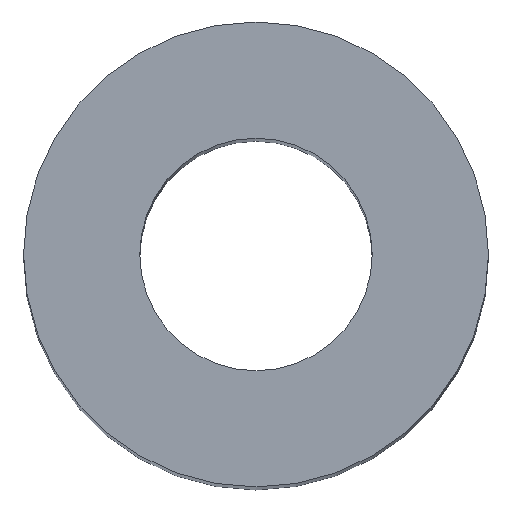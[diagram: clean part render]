
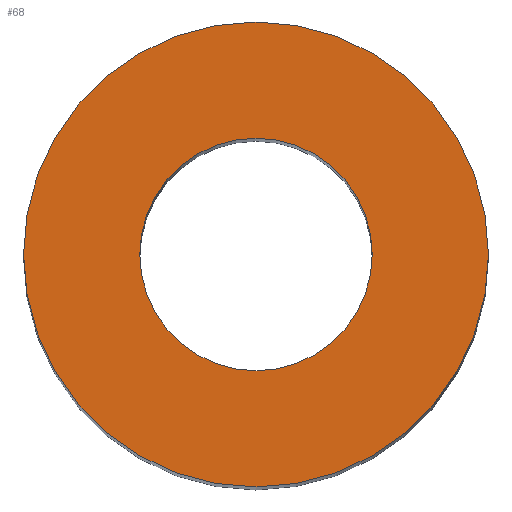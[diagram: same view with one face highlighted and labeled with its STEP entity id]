
A CAD part, top view. The second image highlights one B-rep face of the part: STEP entity #68.
In plain terms, the highlighted planar face has unit normal (0, 0, 1).
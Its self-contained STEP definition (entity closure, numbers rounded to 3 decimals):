
#1 = FACE_OUTER_BOUND ( 'NONE', #162, .T. ) ;
#15 = CIRCLE ( 'NONE', #94, 4. ) ;
#28 = CIRCLE ( 'NONE', #93, 2. ) ;
#32 = CIRCLE ( 'NONE', #104, 4. ) ;
#42 = CIRCLE ( 'NONE', #96, 2. ) ;
#47 = FACE_BOUND ( 'NONE', #132, .T. ) ;
#68 = ADVANCED_FACE ( 'NONE', ( #1, #47 ), #171, .T. ) ;
#93 = AXIS2_PLACEMENT_3D ( 'NONE', #219, #215, #214 ) ;
#94 = AXIS2_PLACEMENT_3D ( 'NONE', #182, #237, #236 ) ;
#96 = AXIS2_PLACEMENT_3D ( 'NONE', #190, #189, #208 ) ;
#100 = AXIS2_PLACEMENT_3D ( 'NONE', #238, #174, #173 ) ;
#104 = AXIS2_PLACEMENT_3D ( 'NONE', #179, #178, #177 ) ;
#106 = EDGE_CURVE ( 'NONE', #151, #150, #32, .T. ) ;
#108 = EDGE_CURVE ( 'NONE', #139, #157, #42, .T. ) ;
#113 = EDGE_CURVE ( 'NONE', #150, #151, #15, .T. ) ;
#114 = EDGE_CURVE ( 'NONE', #157, #139, #28, .T. ) ;
#132 = EDGE_LOOP ( 'NONE', ( #141, #144 ) ) ;
#133 = ORIENTED_EDGE ( 'NONE', *, *, #106, .T. ) ;
#136 = ORIENTED_EDGE ( 'NONE', *, *, #113, .T. ) ;
#139 = VERTEX_POINT ( 'NONE', #213 ) ;
#141 = ORIENTED_EDGE ( 'NONE', *, *, #108, .F. ) ;
#144 = ORIENTED_EDGE ( 'NONE', *, *, #114, .F. ) ;
#150 = VERTEX_POINT ( 'NONE', #223 ) ;
#151 = VERTEX_POINT ( 'NONE', #218 ) ;
#157 = VERTEX_POINT ( 'NONE', #242 ) ;
#162 = EDGE_LOOP ( 'NONE', ( #136, #133 ) ) ;
#171 = PLANE ( 'NONE',  #100 ) ;
#173 = DIRECTION ( 'NONE',  ( 1., 0., 0. ) ) ;
#174 = DIRECTION ( 'NONE',  ( 0., 0., 1. ) ) ;
#177 = DIRECTION ( 'NONE',  ( 1., 0., 0. ) ) ;
#178 = DIRECTION ( 'NONE',  ( 0., 0., 1. ) ) ;
#179 = CARTESIAN_POINT ( 'NONE',  ( 0., 0., 30. ) ) ;
#182 = CARTESIAN_POINT ( 'NONE',  ( 0., 0., 30. ) ) ;
#189 = DIRECTION ( 'NONE',  ( 0., 0., 1. ) ) ;
#190 = CARTESIAN_POINT ( 'NONE',  ( 0., 0., 30. ) ) ;
#208 = DIRECTION ( 'NONE',  ( 1., 0., 0. ) ) ;
#213 = CARTESIAN_POINT ( 'NONE',  ( -2., 0., 30. ) ) ;
#214 = DIRECTION ( 'NONE',  ( 1., 0., 0. ) ) ;
#215 = DIRECTION ( 'NONE',  ( 0., 0., 1. ) ) ;
#218 = CARTESIAN_POINT ( 'NONE',  ( 4., 0., 30. ) ) ;
#219 = CARTESIAN_POINT ( 'NONE',  ( 0., 0., 30. ) ) ;
#223 = CARTESIAN_POINT ( 'NONE',  ( -4., 0., 30. ) ) ;
#236 = DIRECTION ( 'NONE',  ( 1., 0., 0. ) ) ;
#237 = DIRECTION ( 'NONE',  ( 0., 0., 1. ) ) ;
#238 = CARTESIAN_POINT ( 'NONE',  ( 0., 0., 30. ) ) ;
#242 = CARTESIAN_POINT ( 'NONE',  ( 2., 0., 30. ) ) ;
